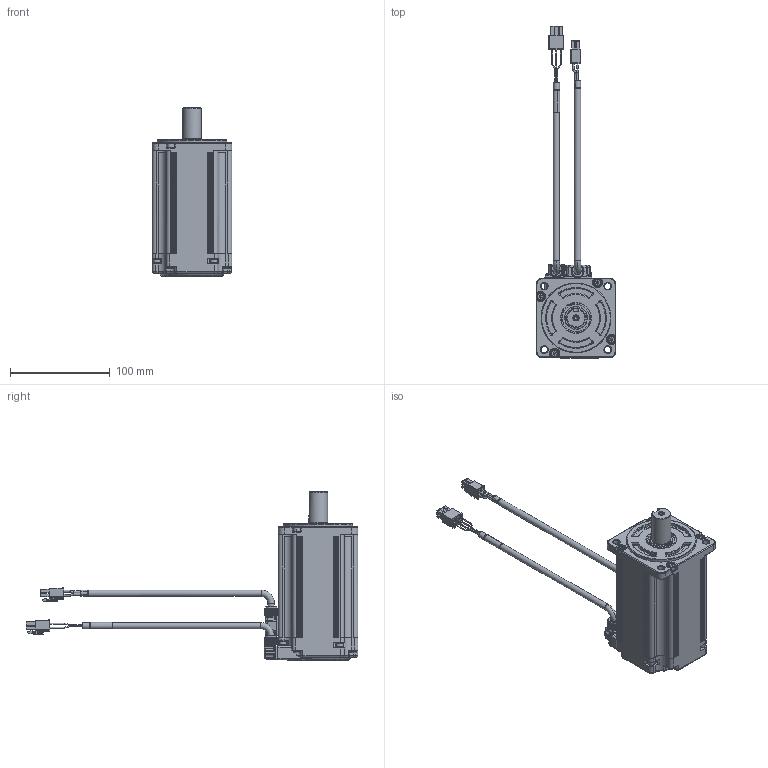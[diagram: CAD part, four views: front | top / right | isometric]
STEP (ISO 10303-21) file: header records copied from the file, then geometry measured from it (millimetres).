
FILE_DESCRIPTION( ('This file contains a STEP AP42 implementation' ,'as created by ZW3D STEP Interface translator.') ,'2;1' );
FILE_NAME( 'X6MG075A-N2LD妗极芞.stp' ,'22 827.1155 6', (''), ('ZWCAD Software Co.'), 'Version 1.0', 'ZW3D to STEP translator', '' );
FILE_SCHEMA(('AUTOMOTIVE_DESIGN { 1 0 10303 214 1 1 1 1 }'));
Length unit declared in the file: millimetre
Products named in the file (2): 0; X6MG075A-N2LD俋倛芞
Bounding box: 80 x 333.05 x 168.8 mm (x, y, z)
Volume: 777833.9 mm3; surface area: 78174.9 mm2
Topology: 3 solids, 4 shells, 2546 faces, 6983 edges, 4509 vertices
Faces by surface type: plane 1338, cylinder 879, torus 116, cone 84, sphere 66, bspline 63
Full cylindrical faces by diameter (mm): 0.98 x18, 1.76 x12, 2.6 x10, 3.5 x8, 4 x15, 4.8 x4, 5 x11, 5.1 x1, 5.5 x4, 5.8 x1, 6 x4, 6.2 x1, 6.3 x2, 6.5 x2, 6.6 x4, 7 x4, 7.236 x2, 8 x8, 8.6 x2, 9.4 x1, 9.8 x5, 10 x12, 11 x10, 11.2 x12, 18.8 x1, 19 x1, 22 x2, 27.5 x1, 30 x1, 70 x1
Entity records: 117285 total; most frequent: CARTESIAN_POINT 58681, ORIENTED_EDGE 13916, DIRECTION 8333, EDGE_CURVE 6947, VERTEX_POINT 4509, B_SPLINE_CURVE_WITH_KNOTS 4181, AXIS2_PLACEMENT_3D 3232, EDGE_LOOP 2689
